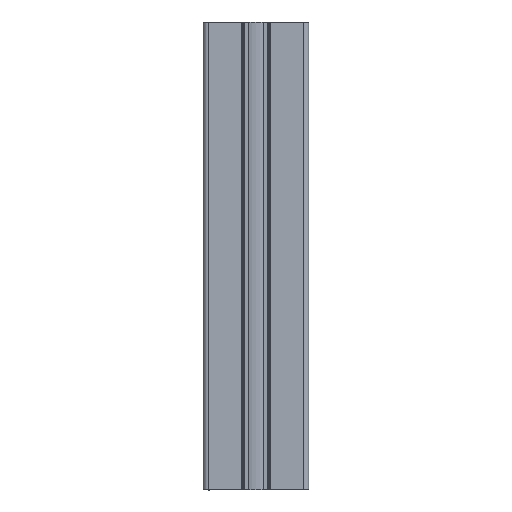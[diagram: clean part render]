
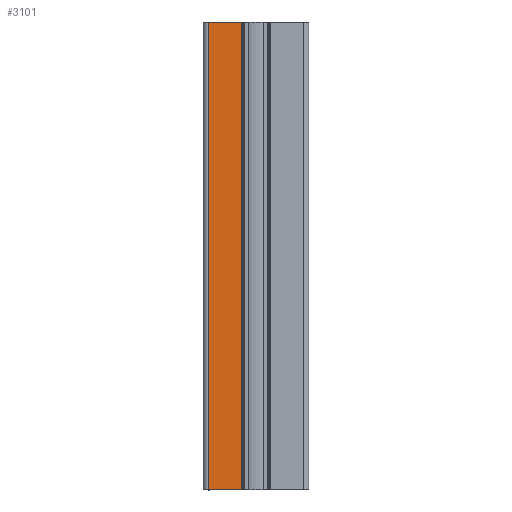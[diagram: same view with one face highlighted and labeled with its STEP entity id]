
A CAD part, top view. The second image highlights one B-rep face of the part: STEP entity #3101.
In plain terms, the highlighted planar face has unit normal (0, 0, 1).
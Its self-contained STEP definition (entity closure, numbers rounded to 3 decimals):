
#50=PLANE('',#3309);
#160=FACE_OUTER_BOUND('',#320,.T.);
#320=EDGE_LOOP('',(#2230,#2231,#2232,#2233));
#546=LINE('',#4775,#874);
#547=LINE('',#4779,#875);
#548=LINE('',#4781,#876);
#549=LINE('',#4782,#877);
#874=VECTOR('',#3819,200.);
#875=VECTOR('',#3824,14.2);
#876=VECTOR('',#3825,200.);
#877=VECTOR('',#3826,14.2);
#1348=VERTEX_POINT('',#4772);
#1349=VERTEX_POINT('',#4774);
#1350=VERTEX_POINT('',#4778);
#1351=VERTEX_POINT('',#4780);
#1709=EDGE_CURVE('',#1348,#1349,#546,.T.);
#1711=EDGE_CURVE('',#1348,#1350,#547,.T.);
#1712=EDGE_CURVE('',#1350,#1351,#548,.T.);
#1713=EDGE_CURVE('',#1349,#1351,#549,.T.);
#2230=ORIENTED_EDGE('',*,*,#1711,.T.);
#2231=ORIENTED_EDGE('',*,*,#1712,.T.);
#2232=ORIENTED_EDGE('',*,*,#1713,.F.);
#2233=ORIENTED_EDGE('',*,*,#1709,.F.);
#3101=ADVANCED_FACE('',(#160),#50,.T.);
#3309=AXIS2_PLACEMENT_3D('',#4777,#3822,#3823);
#3819=DIRECTION('',(0.,-1.,0.));
#3822=DIRECTION('center_axis',(0.,0.,1.));
#3823=DIRECTION('ref_axis',(1.,0.,0.));
#3824=DIRECTION('',(-1.,0.,0.));
#3825=DIRECTION('',(0.,-1.,0.));
#3826=DIRECTION('',(-1.,0.,0.));
#4772=CARTESIAN_POINT('',(-6.3,200.,15.));
#4774=CARTESIAN_POINT('',(-6.3,0.,15.));
#4775=CARTESIAN_POINT('',(-6.3,0.,15.));
#4777=CARTESIAN_POINT('Origin',(-20.5,0.,15.));
#4778=CARTESIAN_POINT('',(-20.5,200.,15.));
#4779=CARTESIAN_POINT('',(-10.25,200.,15.));
#4780=CARTESIAN_POINT('',(-20.5,0.,15.));
#4781=CARTESIAN_POINT('',(-20.5,0.,15.));
#4782=CARTESIAN_POINT('',(-10.25,0.,15.));
